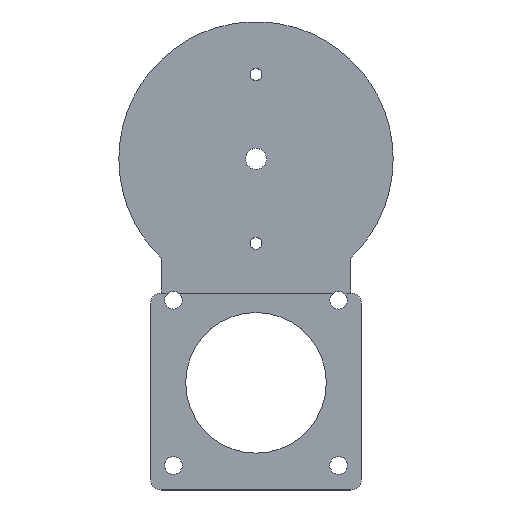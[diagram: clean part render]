
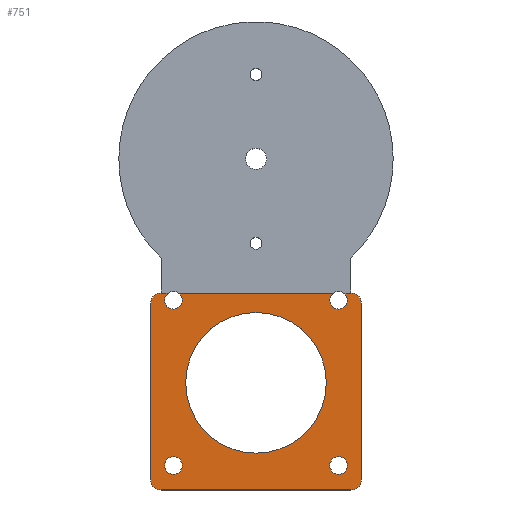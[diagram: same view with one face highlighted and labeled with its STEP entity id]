
A CAD part, top view. The second image highlights one B-rep face of the part: STEP entity #751.
In plain terms, the highlighted planar face has unit normal (0, 0, 1).
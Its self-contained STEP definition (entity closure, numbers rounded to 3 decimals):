
#128 = VERTEX_POINT('',#129);
#129 = CARTESIAN_POINT('',(109.325,48.776,
    86.993));
#512 = VERTEX_POINT('',#513);
#513 = CARTESIAN_POINT('',(55.484,48.776,
    86.993));
#519 = EDGE_CURVE('',#512,#520,#522,.T.);
#520 = VERTEX_POINT('',#521);
#521 = CARTESIAN_POINT('',(57.451,48.776,
    86.993));
#522 = LINE('',#523,#524);
#523 = CARTESIAN_POINT('',(95.864,48.776,
    86.993));
#524 = VECTOR('',#525,1.);
#525 = DIRECTION('',(1.,0.,0.));
#528 = VERTEX_POINT('',#529);
#529 = CARTESIAN_POINT('',(60.358,48.776,
    86.993));
#536 = EDGE_CURVE('',#528,#537,#539,.T.);
#537 = VERTEX_POINT('',#538);
#538 = CARTESIAN_POINT('',(104.451,48.776,
    86.993));
#539 = LINE('',#540,#541);
#540 = CARTESIAN_POINT('',(95.864,48.776,
    86.993));
#541 = VECTOR('',#542,1.);
#542 = DIRECTION('',(1.,0.,0.));
#545 = VERTEX_POINT('',#546);
#546 = CARTESIAN_POINT('',(107.358,48.776,
    86.993));
#553 = EDGE_CURVE('',#545,#128,#554,.T.);
#554 = LINE('',#555,#556);
#555 = CARTESIAN_POINT('',(95.864,48.776,
    86.993));
#556 = VECTOR('',#557,1.);
#557 = DIRECTION('',(1.,0.,0.));
#751 = ADVANCED_FACE('',(#752,#863,#874,#885),#896,.T.);
#752 = FACE_BOUND('',#753,.T.);
#753 = EDGE_LOOP('',(#754,#762,#771,#779,#788,#796,#805,#813,#822,#828,
    #829,#838,#845,#846,#855,#862));
#754 = ORIENTED_EDGE('',*,*,#755,.F.);
#755 = EDGE_CURVE('',#756,#512,#758,.T.);
#756 = VERTEX_POINT('',#757);
#757 = CARTESIAN_POINT('',(55.404,48.776,
    86.993));
#758 = LINE('',#759,#760);
#759 = CARTESIAN_POINT('',(52.404,48.776,
    86.993));
#760 = VECTOR('',#761,1.);
#761 = DIRECTION('',(1.,0.,0.));
#762 = ORIENTED_EDGE('',*,*,#763,.T.);
#763 = EDGE_CURVE('',#756,#764,#766,.T.);
#764 = VERTEX_POINT('',#765);
#765 = CARTESIAN_POINT('',(52.404,45.776,
    86.993));
#766 = CIRCLE('',#767,3.);
#767 = AXIS2_PLACEMENT_3D('',#768,#769,#770);
#768 = CARTESIAN_POINT('',(55.404,45.776,
    86.993));
#769 = DIRECTION('',(-0.,0.,1.));
#770 = DIRECTION('',(0.,-1.,0.));
#771 = ORIENTED_EDGE('',*,*,#772,.T.);
#772 = EDGE_CURVE('',#764,#773,#775,.T.);
#773 = VERTEX_POINT('',#774);
#774 = CARTESIAN_POINT('',(52.404,-4.224,
    86.993));
#775 = LINE('',#776,#777);
#776 = CARTESIAN_POINT('',(52.404,48.776,
    86.993));
#777 = VECTOR('',#778,1.);
#778 = DIRECTION('',(0.,-1.,0.));
#779 = ORIENTED_EDGE('',*,*,#780,.F.);
#780 = EDGE_CURVE('',#781,#773,#783,.T.);
#781 = VERTEX_POINT('',#782);
#782 = CARTESIAN_POINT('',(55.404,-7.224,
    86.993));
#783 = CIRCLE('',#784,3.);
#784 = AXIS2_PLACEMENT_3D('',#785,#786,#787);
#785 = CARTESIAN_POINT('',(55.404,-4.224,
    86.993));
#786 = DIRECTION('',(-0.,0.,-1.));
#787 = DIRECTION('',(0.,-1.,0.));
#788 = ORIENTED_EDGE('',*,*,#789,.T.);
#789 = EDGE_CURVE('',#781,#790,#792,.T.);
#790 = VERTEX_POINT('',#791);
#791 = CARTESIAN_POINT('',(109.404,-7.224,
    86.993));
#792 = LINE('',#793,#794);
#793 = CARTESIAN_POINT('',(52.404,-7.224,
    86.993));
#794 = VECTOR('',#795,1.);
#795 = DIRECTION('',(1.,0.,0.));
#796 = ORIENTED_EDGE('',*,*,#797,.F.);
#797 = EDGE_CURVE('',#798,#790,#800,.T.);
#798 = VERTEX_POINT('',#799);
#799 = CARTESIAN_POINT('',(112.404,-4.224,
    86.993));
#800 = CIRCLE('',#801,3.);
#801 = AXIS2_PLACEMENT_3D('',#802,#803,#804);
#802 = CARTESIAN_POINT('',(109.404,-4.224,
    86.993));
#803 = DIRECTION('',(0.,0.,-1.));
#804 = DIRECTION('',(0.,1.,0.));
#805 = ORIENTED_EDGE('',*,*,#806,.F.);
#806 = EDGE_CURVE('',#807,#798,#809,.T.);
#807 = VERTEX_POINT('',#808);
#808 = CARTESIAN_POINT('',(112.404,45.776,
    86.993));
#809 = LINE('',#810,#811);
#810 = CARTESIAN_POINT('',(112.404,48.776,
    86.993));
#811 = VECTOR('',#812,1.);
#812 = DIRECTION('',(0.,-1.,0.));
#813 = ORIENTED_EDGE('',*,*,#814,.F.);
#814 = EDGE_CURVE('',#815,#807,#817,.T.);
#815 = VERTEX_POINT('',#816);
#816 = CARTESIAN_POINT('',(109.404,48.776,
    86.993));
#817 = CIRCLE('',#818,3.);
#818 = AXIS2_PLACEMENT_3D('',#819,#820,#821);
#819 = CARTESIAN_POINT('',(109.404,45.776,
    86.993));
#820 = DIRECTION('',(0.,0.,-1.));
#821 = DIRECTION('',(0.,1.,0.));
#822 = ORIENTED_EDGE('',*,*,#823,.F.);
#823 = EDGE_CURVE('',#128,#815,#824,.T.);
#824 = LINE('',#825,#826);
#825 = CARTESIAN_POINT('',(52.404,48.776,
    86.993));
#826 = VECTOR('',#827,1.);
#827 = DIRECTION('',(1.,0.,0.));
#828 = ORIENTED_EDGE('',*,*,#553,.F.);
#829 = ORIENTED_EDGE('',*,*,#830,.F.);
#830 = EDGE_CURVE('',#831,#545,#833,.T.);
#831 = VERTEX_POINT('',#832);
#832 = CARTESIAN_POINT('',(108.404,46.742,
    86.993));
#833 = CIRCLE('',#834,2.5);
#834 = AXIS2_PLACEMENT_3D('',#835,#836,#837);
#835 = CARTESIAN_POINT('',(105.904,46.742,
    86.993));
#836 = DIRECTION('',(0.,0.,1.));
#837 = DIRECTION('',(1.,0.,0.));
#838 = ORIENTED_EDGE('',*,*,#839,.F.);
#839 = EDGE_CURVE('',#537,#831,#840,.T.);
#840 = CIRCLE('',#841,2.5);
#841 = AXIS2_PLACEMENT_3D('',#842,#843,#844);
#842 = CARTESIAN_POINT('',(105.904,46.742,
    86.993));
#843 = DIRECTION('',(0.,0.,1.));
#844 = DIRECTION('',(1.,0.,0.));
#845 = ORIENTED_EDGE('',*,*,#536,.F.);
#846 = ORIENTED_EDGE('',*,*,#847,.F.);
#847 = EDGE_CURVE('',#848,#528,#850,.T.);
#848 = VERTEX_POINT('',#849);
#849 = CARTESIAN_POINT('',(61.404,46.742,
    86.993));
#850 = CIRCLE('',#851,2.5);
#851 = AXIS2_PLACEMENT_3D('',#852,#853,#854);
#852 = CARTESIAN_POINT('',(58.904,46.742,
    86.993));
#853 = DIRECTION('',(0.,0.,1.));
#854 = DIRECTION('',(1.,0.,0.));
#855 = ORIENTED_EDGE('',*,*,#856,.F.);
#856 = EDGE_CURVE('',#520,#848,#857,.T.);
#857 = CIRCLE('',#858,2.5);
#858 = AXIS2_PLACEMENT_3D('',#859,#860,#861);
#859 = CARTESIAN_POINT('',(58.904,46.742,
    86.993));
#860 = DIRECTION('',(0.,0.,1.));
#861 = DIRECTION('',(1.,0.,0.));
#862 = ORIENTED_EDGE('',*,*,#519,.F.);
#863 = FACE_BOUND('',#864,.T.);
#864 = EDGE_LOOP('',(#865));
#865 = ORIENTED_EDGE('',*,*,#866,.F.);
#866 = EDGE_CURVE('',#867,#867,#869,.T.);
#867 = VERTEX_POINT('',#868);
#868 = CARTESIAN_POINT('',(61.404,-0.258,
    86.993));
#869 = CIRCLE('',#870,2.5);
#870 = AXIS2_PLACEMENT_3D('',#871,#872,#873);
#871 = CARTESIAN_POINT('',(58.904,-0.258,
    86.993));
#872 = DIRECTION('',(0.,0.,1.));
#873 = DIRECTION('',(1.,0.,0.));
#874 = FACE_BOUND('',#875,.T.);
#875 = EDGE_LOOP('',(#876));
#876 = ORIENTED_EDGE('',*,*,#877,.F.);
#877 = EDGE_CURVE('',#878,#878,#880,.T.);
#878 = VERTEX_POINT('',#879);
#879 = CARTESIAN_POINT('',(108.404,-0.258,
    86.993));
#880 = CIRCLE('',#881,2.5);
#881 = AXIS2_PLACEMENT_3D('',#882,#883,#884);
#882 = CARTESIAN_POINT('',(105.904,-0.258,
    86.993));
#883 = DIRECTION('',(0.,0.,1.));
#884 = DIRECTION('',(1.,0.,0.));
#885 = FACE_BOUND('',#886,.T.);
#886 = EDGE_LOOP('',(#887));
#887 = ORIENTED_EDGE('',*,*,#888,.F.);
#888 = EDGE_CURVE('',#889,#889,#891,.T.);
#889 = VERTEX_POINT('',#890);
#890 = CARTESIAN_POINT('',(102.404,23.242,
    86.993));
#891 = CIRCLE('',#892,20.);
#892 = AXIS2_PLACEMENT_3D('',#893,#894,#895);
#893 = CARTESIAN_POINT('',(82.404,23.242,
    86.993));
#894 = DIRECTION('',(0.,0.,1.));
#895 = DIRECTION('',(1.,0.,0.));
#896 = PLANE('',#897);
#897 = AXIS2_PLACEMENT_3D('',#898,#899,#900);
#898 = CARTESIAN_POINT('',(52.404,48.776,
    86.993));
#899 = DIRECTION('',(0.,0.,1.));
#900 = DIRECTION('',(1.,0.,0.));
